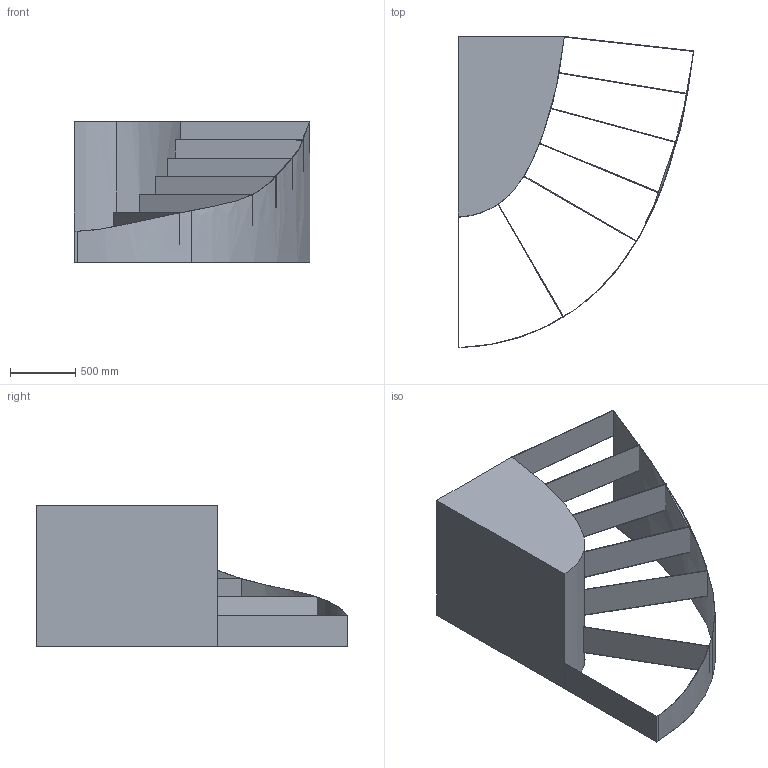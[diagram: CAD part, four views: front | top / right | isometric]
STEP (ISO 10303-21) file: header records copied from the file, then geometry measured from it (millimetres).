
FILE_DESCRIPTION(/* description */ (''),/* implementation_level */ '2;1');
FILE_NAME(/* name */ 'Oibel1.stp',/* time_stamp */ '2016-05-20T15:18:40+02:00',/* author */ ('P.Bönisch'),/* organization */ (''),/* preprocessor_version */ 'ST-DEVELOPER v15.6',/* originating_system */ 'Autodesk Inventor 2015',/* authorisation */ '');
FILE_SCHEMA (('AUTOMOTIVE_DESIGN { 1 0 10303 214 3 1 1 }'));
Length unit declared in the file: millimetre
Products named in the file (1): Flachenkurve
Bounding box: 1808.79 x 2386.02 x 1080 mm (x, y, z)
Volume: 938733992 mm3; surface area: 13067149.3 mm2
Topology: 2 solids, 2 shells, 60 faces, 183 edges, 167 vertices
Faces by surface type: plane 46, bspline 11, cylinder 3
Entity records: 2550 total; most frequent: CARTESIAN_POINT 1045, ORIENTED_EDGE 296, DIRECTION 267, EDGE_CURVE 148, LINE 125, VECTOR 125, VERTEX_POINT 97, AXIS2_PLACEMENT_3D 71
